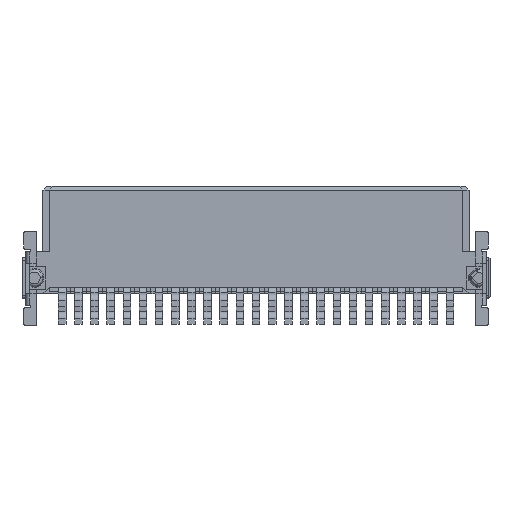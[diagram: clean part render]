
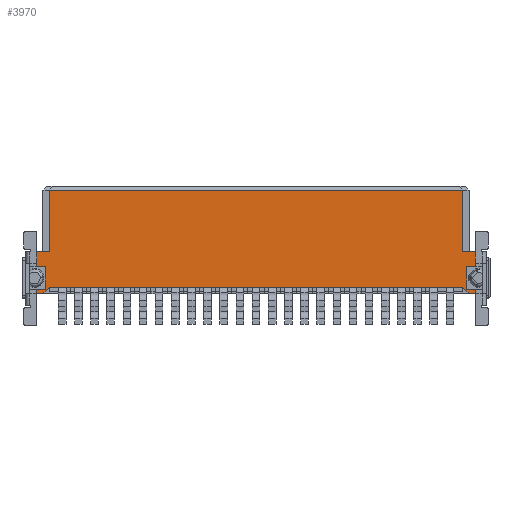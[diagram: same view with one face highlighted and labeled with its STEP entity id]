
A CAD part, front view. The second image highlights one B-rep face of the part: STEP entity #3970.
In plain terms, the highlighted planar face has unit normal (0, -1, 0).
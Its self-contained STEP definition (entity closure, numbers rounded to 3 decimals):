
#3847=AXIS2_PLACEMENT_3D('Plane Axis2P3D',#3844,#3845,#3846) ;
#788=CARTESIAN_POINT('Vertex',(1.115,1.373,5.8)) ;
#791=CARTESIAN_POINT('Line Origine',(1.63,1.373,5.8)) ;
#795=CARTESIAN_POINT('Vertex',(2.145,1.373,5.8)) ;
#927=CARTESIAN_POINT('Vertex',(34.645,1.373,5.8)) ;
#930=CARTESIAN_POINT('Line Origine',(35.16,1.373,5.8)) ;
#934=CARTESIAN_POINT('Vertex',(35.675,1.373,5.8)) ;
#2879=CARTESIAN_POINT('Vertex',(1.115,1.373,2.85)) ;
#2884=CARTESIAN_POINT('Line Origine',(1.48,1.373,2.85)) ;
#2888=CARTESIAN_POINT('Vertex',(1.845,1.373,2.85)) ;
#3171=CARTESIAN_POINT('Vertex',(1.115,1.373,4.65)) ;
#3183=CARTESIAN_POINT('Vertex',(1.845,1.373,4.65)) ;
#3186=CARTESIAN_POINT('Line Origine',(1.48,1.373,4.65)) ;
#3831=CARTESIAN_POINT('Line Origine',(1.115,1.373,5.225)) ;
#3844=CARTESIAN_POINT('Axis2P3D Location',(24.945,1.373,10.85)) ;
#3849=CARTESIAN_POINT('Line Origine',(18.395,1.373,3.)) ;
#3853=CARTESIAN_POINT('Vertex',(34.645,1.373,3.)) ;
#3855=CARTESIAN_POINT('Vertex',(2.145,1.373,3.)) ;
#3858=CARTESIAN_POINT('Line Origine',(34.895,1.373,2.75)) ;
#3862=CARTESIAN_POINT('Vertex',(35.145,1.373,2.5)) ;
#3865=CARTESIAN_POINT('Line Origine',(35.41,1.373,2.5)) ;
#3869=CARTESIAN_POINT('Vertex',(35.675,1.373,2.5)) ;
#3872=CARTESIAN_POINT('Line Origine',(35.675,1.373,2.675)) ;
#3876=CARTESIAN_POINT('Vertex',(35.675,1.373,2.85)) ;
#3879=CARTESIAN_POINT('Line Origine',(35.31,1.373,2.85)) ;
#3883=CARTESIAN_POINT('Vertex',(34.945,1.373,2.85)) ;
#3886=CARTESIAN_POINT('Line Origine',(34.945,1.373,3.75)) ;
#3890=CARTESIAN_POINT('Vertex',(34.945,1.373,4.65)) ;
#3893=CARTESIAN_POINT('Line Origine',(35.31,1.373,4.65)) ;
#3897=CARTESIAN_POINT('Vertex',(35.675,1.373,4.65)) ;
#3900=CARTESIAN_POINT('Line Origine',(35.675,1.373,5.225)) ;
#3905=CARTESIAN_POINT('Line Origine',(34.645,1.373,8.225)) ;
#3909=CARTESIAN_POINT('Vertex',(34.645,1.373,10.65)) ;
#3912=CARTESIAN_POINT('Line Origine',(18.395,1.373,10.65)) ;
#3916=CARTESIAN_POINT('Vertex',(2.145,1.373,10.65)) ;
#3919=CARTESIAN_POINT('Line Origine',(2.145,1.373,8.225)) ;
#3924=CARTESIAN_POINT('Line Origine',(1.845,1.373,3.75)) ;
#3929=CARTESIAN_POINT('Line Origine',(1.115,1.373,2.675)) ;
#3933=CARTESIAN_POINT('Vertex',(1.115,1.373,2.5)) ;
#3936=CARTESIAN_POINT('Line Origine',(1.38,1.373,2.5)) ;
#3940=CARTESIAN_POINT('Vertex',(1.645,1.373,2.5)) ;
#3943=CARTESIAN_POINT('Line Origine',(1.895,1.373,2.75)) ;
#792=DIRECTION('Vector Direction',(-1.,0.,0.)) ;
#931=DIRECTION('Vector Direction',(-1.,0.,0.)) ;
#2885=DIRECTION('Vector Direction',(-1.,0.,0.)) ;
#3187=DIRECTION('Vector Direction',(1.,0.,0.)) ;
#3832=DIRECTION('Vector Direction',(0.,0.,-1.)) ;
#3845=DIRECTION('Axis2P3D Direction',(0.,-1.,0.)) ;
#3846=DIRECTION('Axis2P3D XDirection',(0.,0.,-1.)) ;
#3850=DIRECTION('Vector Direction',(-1.,0.,0.)) ;
#3859=DIRECTION('Vector Direction',(0.707,0.,-0.707)) ;
#3866=DIRECTION('Vector Direction',(1.,0.,0.)) ;
#3873=DIRECTION('Vector Direction',(0.,0.,1.)) ;
#3880=DIRECTION('Vector Direction',(-1.,0.,0.)) ;
#3887=DIRECTION('Vector Direction',(0.,0.,1.)) ;
#3894=DIRECTION('Vector Direction',(1.,0.,0.)) ;
#3901=DIRECTION('Vector Direction',(0.,0.,1.)) ;
#3906=DIRECTION('Vector Direction',(0.,0.,1.)) ;
#3913=DIRECTION('Vector Direction',(-1.,0.,0.)) ;
#3920=DIRECTION('Vector Direction',(0.,0.,-1.)) ;
#3925=DIRECTION('Vector Direction',(0.,0.,-1.)) ;
#3930=DIRECTION('Vector Direction',(0.,0.,-1.)) ;
#3937=DIRECTION('Vector Direction',(1.,0.,0.)) ;
#3944=DIRECTION('Vector Direction',(0.707,0.,0.707)) ;
#793=VECTOR('Line Direction',#792,1.) ;
#932=VECTOR('Line Direction',#931,1.) ;
#2886=VECTOR('Line Direction',#2885,1.) ;
#3188=VECTOR('Line Direction',#3187,1.) ;
#3833=VECTOR('Line Direction',#3832,1.) ;
#3851=VECTOR('Line Direction',#3850,1.) ;
#3860=VECTOR('Line Direction',#3859,1.) ;
#3867=VECTOR('Line Direction',#3866,1.) ;
#3874=VECTOR('Line Direction',#3873,1.) ;
#3881=VECTOR('Line Direction',#3880,1.) ;
#3888=VECTOR('Line Direction',#3887,1.) ;
#3895=VECTOR('Line Direction',#3894,1.) ;
#3902=VECTOR('Line Direction',#3901,1.) ;
#3907=VECTOR('Line Direction',#3906,1.) ;
#3914=VECTOR('Line Direction',#3913,1.) ;
#3921=VECTOR('Line Direction',#3920,1.) ;
#3926=VECTOR('Line Direction',#3925,1.) ;
#3931=VECTOR('Line Direction',#3930,1.) ;
#3938=VECTOR('Line Direction',#3937,1.) ;
#3945=VECTOR('Line Direction',#3944,1.) ;
#3949=ORIENTED_EDGE('',*,*,#3857,.F.) ;
#3950=ORIENTED_EDGE('',*,*,#3864,.T.) ;
#3951=ORIENTED_EDGE('',*,*,#3871,.T.) ;
#3952=ORIENTED_EDGE('',*,*,#3878,.T.) ;
#3953=ORIENTED_EDGE('',*,*,#3885,.T.) ;
#3954=ORIENTED_EDGE('',*,*,#3892,.T.) ;
#3955=ORIENTED_EDGE('',*,*,#3899,.T.) ;
#3956=ORIENTED_EDGE('',*,*,#3904,.T.) ;
#3957=ORIENTED_EDGE('',*,*,#936,.T.) ;
#3958=ORIENTED_EDGE('',*,*,#3911,.T.) ;
#3959=ORIENTED_EDGE('',*,*,#3918,.T.) ;
#3960=ORIENTED_EDGE('',*,*,#3923,.T.) ;
#3961=ORIENTED_EDGE('',*,*,#797,.T.) ;
#3962=ORIENTED_EDGE('',*,*,#3835,.T.) ;
#3963=ORIENTED_EDGE('',*,*,#3190,.T.) ;
#3964=ORIENTED_EDGE('',*,*,#3928,.T.) ;
#3965=ORIENTED_EDGE('',*,*,#2890,.T.) ;
#3966=ORIENTED_EDGE('',*,*,#3935,.T.) ;
#3967=ORIENTED_EDGE('',*,*,#3942,.T.) ;
#3968=ORIENTED_EDGE('',*,*,#3947,.T.) ;
#3970=ADVANCED_FACE('Hauptk\X2\00F6\X0\rper',(#3969),#3848,.T.) ;
#797=EDGE_CURVE('',#796,#789,#794,.T.) ;
#936=EDGE_CURVE('',#935,#928,#933,.T.) ;
#2890=EDGE_CURVE('',#2889,#2880,#2887,.T.) ;
#3190=EDGE_CURVE('',#3172,#3184,#3189,.T.) ;
#3835=EDGE_CURVE('',#789,#3172,#3834,.T.) ;
#3857=EDGE_CURVE('',#3854,#3856,#3852,.T.) ;
#3864=EDGE_CURVE('',#3854,#3863,#3861,.T.) ;
#3871=EDGE_CURVE('',#3863,#3870,#3868,.T.) ;
#3878=EDGE_CURVE('',#3870,#3877,#3875,.T.) ;
#3885=EDGE_CURVE('',#3877,#3884,#3882,.T.) ;
#3892=EDGE_CURVE('',#3884,#3891,#3889,.T.) ;
#3899=EDGE_CURVE('',#3891,#3898,#3896,.T.) ;
#3904=EDGE_CURVE('',#3898,#935,#3903,.T.) ;
#3911=EDGE_CURVE('',#928,#3910,#3908,.T.) ;
#3918=EDGE_CURVE('',#3910,#3917,#3915,.T.) ;
#3923=EDGE_CURVE('',#3917,#796,#3922,.T.) ;
#3928=EDGE_CURVE('',#3184,#2889,#3927,.T.) ;
#3935=EDGE_CURVE('',#2880,#3934,#3932,.T.) ;
#3942=EDGE_CURVE('',#3934,#3941,#3939,.T.) ;
#3947=EDGE_CURVE('',#3941,#3856,#3946,.T.) ;
#3948=EDGE_LOOP('',(#3949,#3950,#3951,#3952,#3953,#3954,#3955,#3956,#3957,#3958,#3959,#3960,#3961,#3962,#3963,#3964,#3965,#3966,#3967,#3968)) ;
#3969=FACE_OUTER_BOUND('',#3948,.T.) ;
#794=LINE('Line',#791,#793) ;
#933=LINE('Line',#930,#932) ;
#2887=LINE('Line',#2884,#2886) ;
#3189=LINE('Line',#3186,#3188) ;
#3834=LINE('Line',#3831,#3833) ;
#3852=LINE('Line',#3849,#3851) ;
#3861=LINE('Line',#3858,#3860) ;
#3868=LINE('Line',#3865,#3867) ;
#3875=LINE('Line',#3872,#3874) ;
#3882=LINE('Line',#3879,#3881) ;
#3889=LINE('Line',#3886,#3888) ;
#3896=LINE('Line',#3893,#3895) ;
#3903=LINE('Line',#3900,#3902) ;
#3908=LINE('Line',#3905,#3907) ;
#3915=LINE('Line',#3912,#3914) ;
#3922=LINE('Line',#3919,#3921) ;
#3927=LINE('Line',#3924,#3926) ;
#3932=LINE('Line',#3929,#3931) ;
#3939=LINE('Line',#3936,#3938) ;
#3946=LINE('Line',#3943,#3945) ;
#3848=PLANE('',#3847) ;
#789=VERTEX_POINT('',#788) ;
#796=VERTEX_POINT('',#795) ;
#928=VERTEX_POINT('',#927) ;
#935=VERTEX_POINT('',#934) ;
#2880=VERTEX_POINT('',#2879) ;
#2889=VERTEX_POINT('',#2888) ;
#3172=VERTEX_POINT('',#3171) ;
#3184=VERTEX_POINT('',#3183) ;
#3854=VERTEX_POINT('',#3853) ;
#3856=VERTEX_POINT('',#3855) ;
#3863=VERTEX_POINT('',#3862) ;
#3870=VERTEX_POINT('',#3869) ;
#3877=VERTEX_POINT('',#3876) ;
#3884=VERTEX_POINT('',#3883) ;
#3891=VERTEX_POINT('',#3890) ;
#3898=VERTEX_POINT('',#3897) ;
#3910=VERTEX_POINT('',#3909) ;
#3917=VERTEX_POINT('',#3916) ;
#3934=VERTEX_POINT('',#3933) ;
#3941=VERTEX_POINT('',#3940) ;
